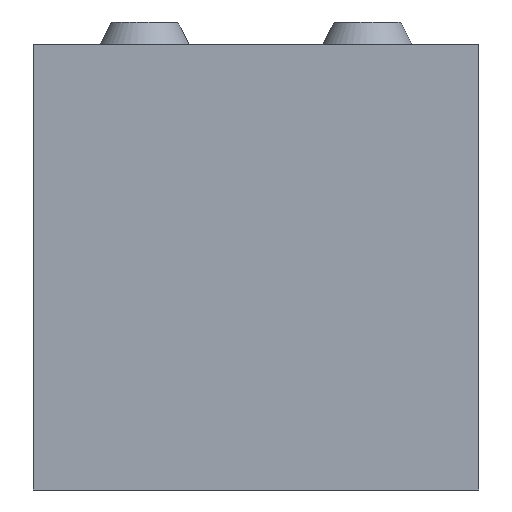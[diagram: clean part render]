
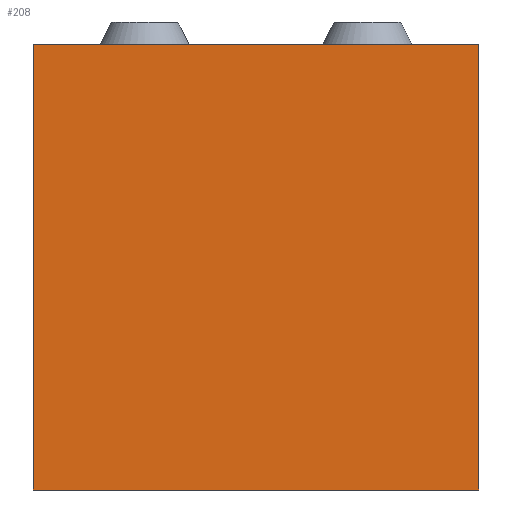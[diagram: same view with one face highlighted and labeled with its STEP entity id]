
A CAD part, left-side view. The second image highlights one B-rep face of the part: STEP entity #208.
In plain terms, the highlighted free-form (B-spline) face has degree [1, 1] with [2, 2] control points.
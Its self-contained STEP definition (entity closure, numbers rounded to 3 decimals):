
#3 = CARTESIAN_POINT ('', (-80., -180., 0.));
#4 = VERTEX_POINT ('', #3);
#17 = CARTESIAN_POINT ('', (-80., -180., 200.));
#18 = VERTEX_POINT ('', #17);
#24 = CARTESIAN_POINT ('', (-80., -180., 200.));
#25 = CARTESIAN_POINT ('', (-80., -180., 0.));
#26 = B_SPLINE_CURVE_WITH_KNOTS ('', 1, (#24, #25), .UNSPECIFIED., .F., .U., (2, 2), (0., 1.), .UNSPECIFIED.);
#27 = EDGE_CURVE ('', #18, #4, #26, .T.);
#110 = CARTESIAN_POINT ('', (-80., 20., 0.));
#111 = VERTEX_POINT ('', #110);
#117 = CARTESIAN_POINT ('', (-80., 20., 200.));
#118 = VERTEX_POINT ('', #117);
#119 = CARTESIAN_POINT ('', (-80., 20., 200.));
#120 = CARTESIAN_POINT ('', (-80., 20., 0.));
#121 = B_SPLINE_CURVE_WITH_KNOTS ('', 1, (#119, #120), .UNSPECIFIED., .F., .U., (2, 2), (0., 1.), .UNSPECIFIED.);
#122 = EDGE_CURVE ('', #118, #111, #121, .T.);
#189 = CARTESIAN_POINT ('', (-80., 20., 0.));
#190 = CARTESIAN_POINT ('', (-80., -180., 0.));
#191 = B_SPLINE_CURVE_WITH_KNOTS ('', 1, (#189, #190), .UNSPECIFIED., .F., .U., (2, 2), (0., 1.), .UNSPECIFIED.);
#192 = EDGE_CURVE ('', #111, #4, #191, .T.);
#193 = ORIENTED_EDGE ('', *, *, #192, .T.);
#194 = ORIENTED_EDGE ('', *, *, #27, .F.);
#195 = CARTESIAN_POINT ('', (-80., -180., 200.));
#196 = CARTESIAN_POINT ('', (-80., 20., 200.));
#197 = B_SPLINE_CURVE_WITH_KNOTS ('', 1, (#195, #196), .UNSPECIFIED., .F., .U., (2, 2), (0., 1.), .UNSPECIFIED.);
#198 = EDGE_CURVE ('', #18, #118, #197, .T.);
#199 = ORIENTED_EDGE ('', *, *, #198, .T.);
#200 = ORIENTED_EDGE ('', *, *, #122, .T.);
#201 = EDGE_LOOP ('', (#193, #194, #199, #200));
#202 = FACE_OUTER_BOUND ('', #201, .T.);
#203 = CARTESIAN_POINT ('', (-80., -180., 0.));
#204 = CARTESIAN_POINT ('', (-80., 20., 0.));
#205 = CARTESIAN_POINT ('', (-80., -180., 200.));
#206 = CARTESIAN_POINT ('', (-80., 20., 200.));
#207 = B_SPLINE_SURFACE_WITH_KNOTS ('', 1, 1, ((#203, #204), (#205, #206)), .UNSPECIFIED., .F., .F., .U., (2, 2), (2, 2), (0., 1.), (0., 1.), .UNSPECIFIED.);
#208 = ADVANCED_FACE ('', (#202), #207, .T.);
